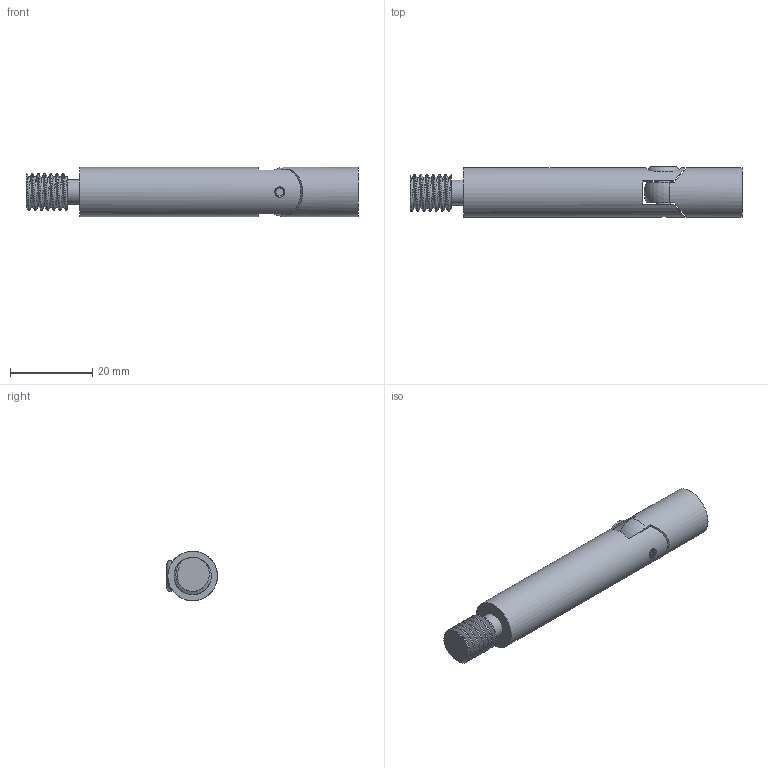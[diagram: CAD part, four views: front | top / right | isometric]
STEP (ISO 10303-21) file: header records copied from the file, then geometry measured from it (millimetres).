
FILE_DESCRIPTION(/* description */ (''),/* implementation_level */ '2;1');
FILE_NAME(/* name */ 'Verbindungsstifte_X211.stp',/* time_stamp */ '2017-07-25T10:49:23+02:00',/* author */ (''),/* organization */ (''),/* preprocessor_version */ 'ST-DEVELOPER v16',/* originating_system */ 'SIEMENS PLM Software NX 11.0',/* authorisation */ '');
FILE_SCHEMA (('AUTOMOTIVE_DESIGN { 1 0 10303 214 3 1 1 1 }'));
Length unit declared in the file: millimetre
Products named in the file (1): Goge113816A0n1f9
Bounding box: 80.5 x 12.3 x 12 mm (x, y, z)
Volume: 7965.1 mm3; surface area: 4063.6 mm2
Topology: 3 solids, 3 shells, 56 faces, 132 edges, 86 vertices
Faces by surface type: plane 26, cylinder 18, bspline 9, cone 1, sphere 1, torus 1
Full cylindrical faces by diameter (mm): 3.303 x1, 6 x1, 12 x2
Entity records: 7481 total; most frequent: CARTESIAN_POINT 6275, ORIENTED_EDGE 240, DIRECTION 210, EDGE_CURVE 120, AXIS2_PLACEMENT_3D 83, VERTEX_POINT 81, EDGE_LOOP 71, ADVANCED_FACE 56
